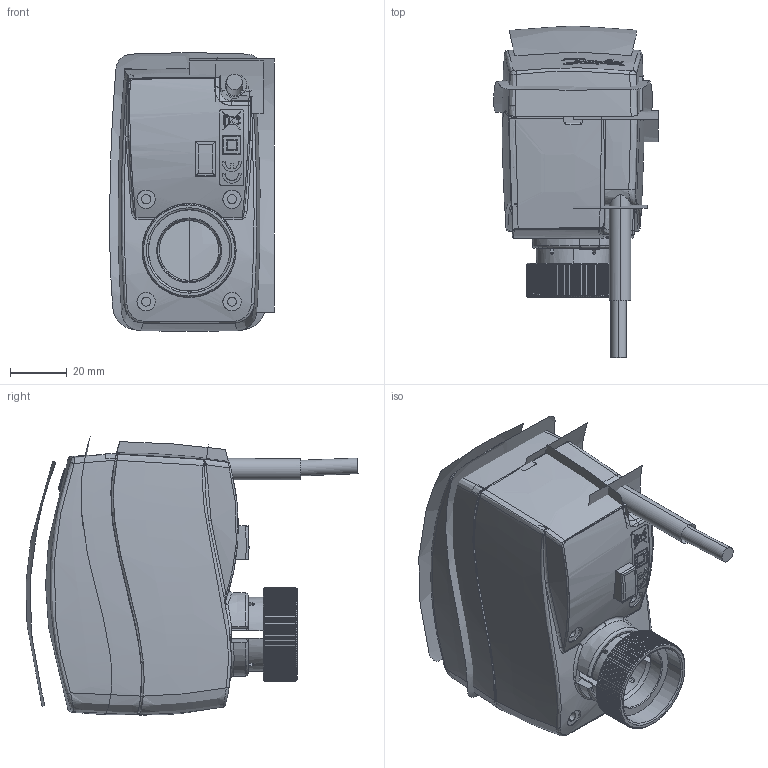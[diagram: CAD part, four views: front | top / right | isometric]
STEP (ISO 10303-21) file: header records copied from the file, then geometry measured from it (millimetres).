
FILE_DESCRIPTION((''),'2;1');
FILE_NAME('AMV_110_NL_ASM','2015-05-14T',('u317927'),('Danfoss'),'PRO/ENGINEER BY PARAMETRIC TECHNOLOGY CORPORATION, 2014000','PRO/ENGINEER BY PARAMETRIC TECHNOLOGY CORPORATION, 2014000','');
FILE_SCHEMA(('CONFIG_CONTROL_DESIGN'));
Products named in the file (9): 8538550_HOUSING_HVAC; 8538567_KNOB_OF_CLUTCH; 8538559_FLANGE_HVAC; 8538578_CONNECTING_NUT_HVAC; 8538552_COVER_HVAC; UVODNICA; EL_KABEL_SESTAV; KABEL_SESTAV_ASM; AMV_110_NL_ASM
Assembly tree (8 placements, depth 3):
  AMV_110_NL_ASM
    8538550_HOUSING_HVAC
    8538567_KNOB_OF_CLUTCH
    8538559_FLANGE_HVAC
    8538578_CONNECTING_NUT_HVAC
    8538552_COVER_HVAC
    KABEL_SESTAV_ASM
      UVODNICA
      EL_KABEL_SESTAV
Bounding box: 57.95 x 116.72 x 98.07 mm (x, y, z)
Volume: 76138.7 mm3; surface area: 113987.9 mm2
Topology: 7 solids, 54 shells, 2027 faces, 5864 edges, 3965 vertices
Faces by surface type: plane 863, cylinder 524, bspline 326, extrusion 180, cone 91, torus 38, sphere 5
Entity records: 106552 total; most frequent: CARTESIAN_POINT 59291, ORIENTED_EDGE 11136, DIRECTION 7184, EDGE_CURVE 5862, VERTEX_POINT 3965, B_SPLINE_CURVE_WITH_KNOTS 3112, AXIS2_PLACEMENT_3D 2524, VECTOR 2136
